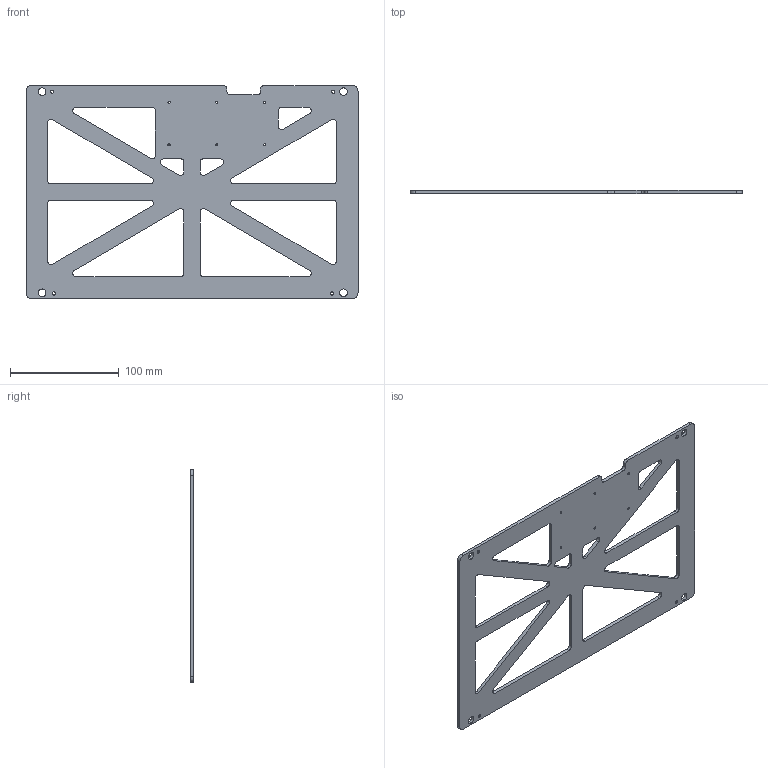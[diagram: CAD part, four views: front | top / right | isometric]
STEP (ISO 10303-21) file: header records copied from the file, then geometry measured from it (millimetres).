
FILE_DESCRIPTION (( 'STEP AP214' ), '1' );
FILE_NAME ('Êðîíøòåéí.STEP', '2019-08-28T07:45:49', ( 'Äìèòðèé' ), ( '' ), 'SwSTEP 2.0', 'SolidWorks 2018', '' );
FILE_SCHEMA (( 'AUTOMOTIVE_DESIGN' ));
Length unit declared in the file: millimetre
Products named in the file (1): ﾊ煇鳫
Bounding box: 305.35 x 3 x 195.6 mm (x, y, z)
Volume: 109207.2 mm3; surface area: 82517 mm2
Topology: 1 solids, 1 shells, 118 faces, 340 edges, 224 vertices
Faces by surface type: cylinder 70, plane 40, cone 8
Entity records: 4190 total; most frequent: DIRECTION 726, CARTESIAN_POINT 683, ORIENTED_EDGE 680, EDGE_CURVE 340, AXIS2_PLACEMENT_3D 267, VERTEX_POINT 224, VECTOR 192, LINE 192
